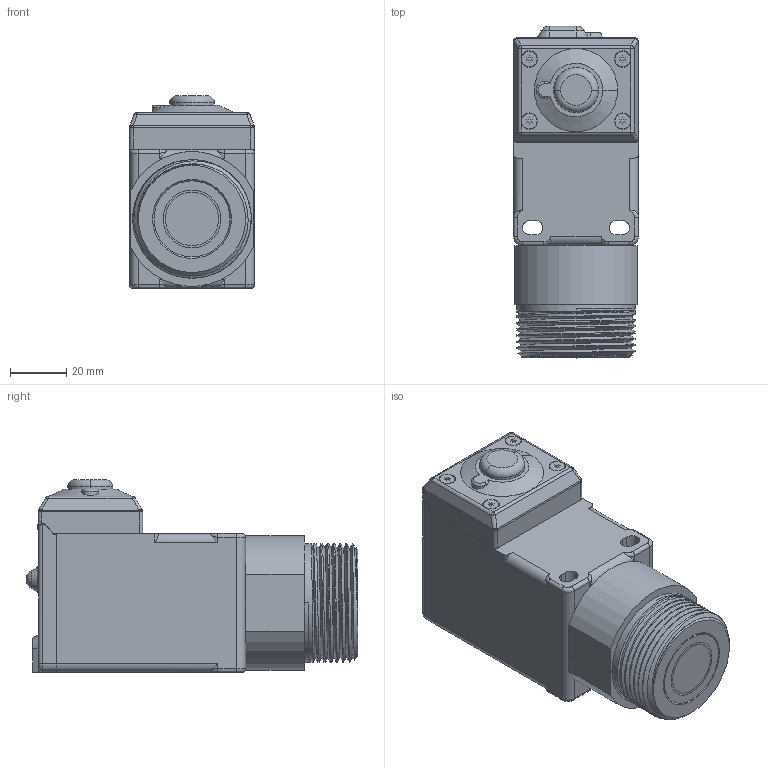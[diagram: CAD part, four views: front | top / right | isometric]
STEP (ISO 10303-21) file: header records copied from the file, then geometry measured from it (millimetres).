
FILE_DESCRIPTION((''),'2;1');
FILE_NAME('207210_ASM','2018-09-17T',('pdmadmin'),('BANNER ENGINEERING'),'CREO PARAMETRIC BY PTC INC, 2016260','CREO PARAMETRIC BY PTC INC, 2016260','');
FILE_SCHEMA(('CONFIG_CONTROL_DESIGN'));
Products named in the file (23): 165145; 165144_AF0; 179857_ASM; 159269; 179858_ASM; 153158; 14840; 35813; 160408_ASM; 207122; 180484; 135859; 134803_SOFT_PVC; 134803_MATCHING_LAYER; 134803_PIEZO; 134803_SHIELD; 134803_URETHANE_ISOLATION; 134803_BACKING; 134803_BACKFILL; 138761_AF2; 134803_ASSY_ASM; 48355; 207210_ASM
Assembly tree (25 placements, depth 4):
  207210_ASM
    165145
    179858_ASM
      179857_ASM
        165144_AF0
      159269
    160408_ASM
      153158
      14840
      35813
    207122
    180484
    134803_ASSY_ASM
      135859
      134803_SOFT_PVC
      134803_MATCHING_LAYER
      134803_PIEZO
      134803_SHIELD
      134803_URETHANE_ISOLATION
      134803_BACKING
      134803_BACKFILL
      138761_AF2
    48355  x4
Bounding box: 44.45 x 118.15 x 68.64 mm (x, y, z)
Volume: 124113.4 mm3; surface area: 77745 mm2
Topology: 21 solids, 21 shells, 1223 faces, 3067 edges, 1891 vertices
Faces by surface type: cylinder 438, plane 412, bspline 164, cone 85, torus 79, sphere 45
Entity records: 59235 total; most frequent: CARTESIAN_POINT 32087, ORIENTED_EDGE 5790, DIRECTION 5276, EDGE_CURVE 2895, AXIS2_PLACEMENT_3D 1929, VERTEX_POINT 1795, VECTOR 1418, LINE 1418
